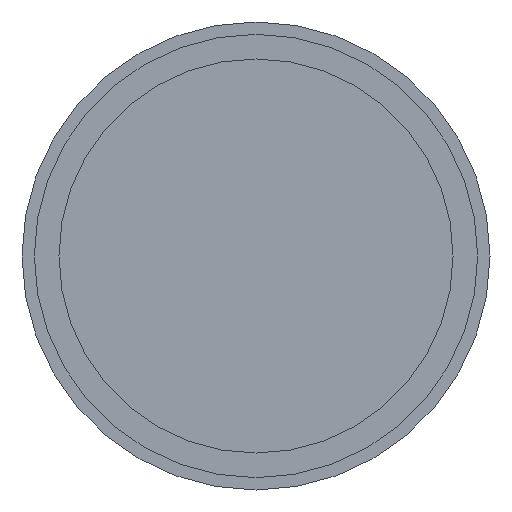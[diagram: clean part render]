
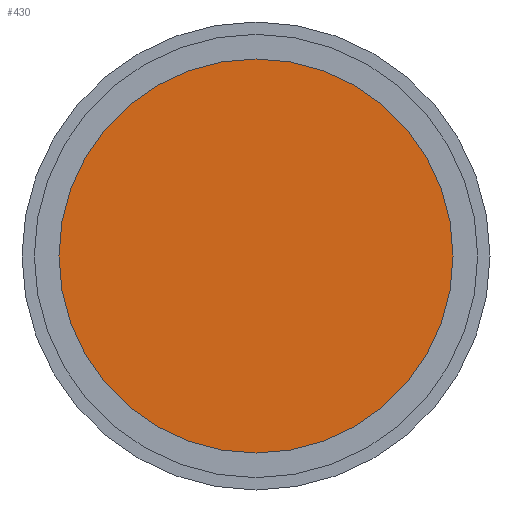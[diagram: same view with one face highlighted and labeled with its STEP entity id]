
A CAD part, front view. The second image highlights one B-rep face of the part: STEP entity #430.
In plain terms, the highlighted planar face has unit normal (0, -1, 0).
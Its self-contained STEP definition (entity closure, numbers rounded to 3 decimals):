
#35 = CARTESIAN_POINT ( 'NONE',  ( 0., -12., 0. ) ) ;
#49 = DIRECTION ( 'NONE',  ( 0., -1., 0. ) ) ;
#85 = DIRECTION ( 'NONE',  ( 0., -1., 0. ) ) ;
#88 = CARTESIAN_POINT ( 'NONE',  ( 0., -12., 0. ) ) ;
#90 = CARTESIAN_POINT ( 'NONE',  ( 0., -12., -40. ) ) ;
#132 = EDGE_CURVE ( 'NONE', #208, #283, #426, .T. ) ;
#182 = EDGE_CURVE ( 'NONE', #283, #208, #516, .T. ) ;
#196 = EDGE_LOOP ( 'NONE', ( #217, #314 ) ) ;
#208 = VERTEX_POINT ( 'NONE', #601 ) ;
#217 = ORIENTED_EDGE ( 'NONE', *, *, #182, .T. ) ;
#258 = AXIS2_PLACEMENT_3D ( 'NONE', #270, #49, #526 ) ;
#270 = CARTESIAN_POINT ( 'NONE',  ( 0., -12., -40. ) ) ;
#283 = VERTEX_POINT ( 'NONE', #90 ) ;
#314 = ORIENTED_EDGE ( 'NONE', *, *, #132, .T. ) ;
#343 = DIRECTION ( 'NONE',  ( 0., 0., -1. ) ) ;
#344 = AXIS2_PLACEMENT_3D ( 'NONE', #35, #400, #398 ) ;
#348 = FACE_OUTER_BOUND ( 'NONE', #196, .T. ) ;
#398 = DIRECTION ( 'NONE',  ( 0., 0., -1. ) ) ;
#400 = DIRECTION ( 'NONE',  ( 0., -1., 0. ) ) ;
#426 = CIRCLE ( 'NONE', #439, 40. ) ;
#430 = ADVANCED_FACE ( 'NONE', ( #348 ), #564, .T. ) ;
#439 = AXIS2_PLACEMENT_3D ( 'NONE', #88, #85, #343 ) ;
#516 = CIRCLE ( 'NONE', #344, 40. ) ;
#526 = DIRECTION ( 'NONE',  ( 0., 0., -1. ) ) ;
#564 = PLANE ( 'NONE',  #258 ) ;
#601 = CARTESIAN_POINT ( 'NONE',  ( 0., -12., 40. ) ) ;
